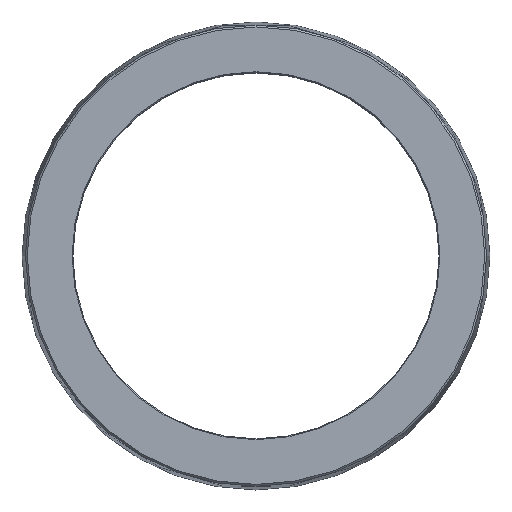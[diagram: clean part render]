
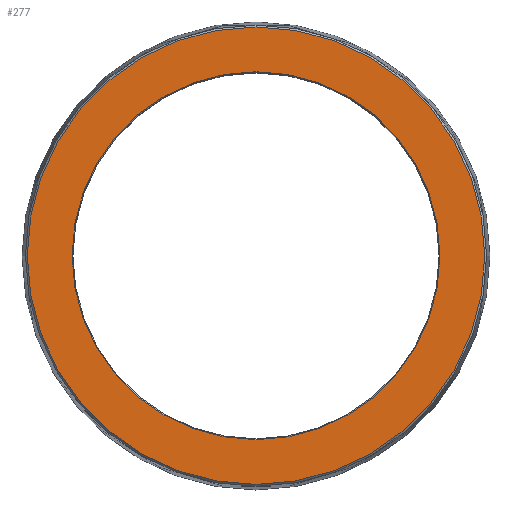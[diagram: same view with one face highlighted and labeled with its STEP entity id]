
A CAD part, top view. The second image highlights one B-rep face of the part: STEP entity #277.
In plain terms, the highlighted planar face has unit normal (0, 0, 1).
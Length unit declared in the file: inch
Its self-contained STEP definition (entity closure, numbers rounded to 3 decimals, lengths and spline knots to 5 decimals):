
#1 = CARTESIAN_POINT ( 'NONE',  ( 0., 0., 3.125 ) ) ;
#16 = ORIENTED_EDGE ( 'NONE', *, *, #455, .T. ) ;
#19 = CARTESIAN_POINT ( 'NONE',  ( 0., 0., 3.125 ) ) ;
#20 = AXIS2_PLACEMENT_3D ( 'NONE', #1, #150, #304 ) ;
#40 = CIRCLE ( 'NONE', #20, 2.6035 ) ;
#42 = CARTESIAN_POINT ( 'NONE',  ( -2.6035, 0., 3.125 ) ) ;
#45 = DIRECTION ( 'NONE',  ( 0., 0., 1. ) ) ;
#48 = CARTESIAN_POINT ( 'NONE',  ( 3.23675, 0., 3.125 ) ) ;
#51 = DIRECTION ( 'NONE',  ( 0., 0., -1. ) ) ;
#65 = VERTEX_POINT ( 'NONE', #73 ) ;
#73 = CARTESIAN_POINT ( 'NONE',  ( 2.6035, 0., 3.125 ) ) ;
#87 = CARTESIAN_POINT ( 'NONE',  ( -3.23675, 0., 3.125 ) ) ;
#105 = FACE_BOUND ( 'NONE', #386, .T. ) ;
#108 = ORIENTED_EDGE ( 'NONE', *, *, #117, .T. ) ;
#117 = EDGE_CURVE ( 'NONE', #65, #123, #40, .T. ) ;
#120 = CARTESIAN_POINT ( 'NONE',  ( 0., 0., 3.125 ) ) ;
#122 = DIRECTION ( 'NONE',  ( 0., 0., 1. ) ) ;
#123 = VERTEX_POINT ( 'NONE', #42 ) ;
#134 = AXIS2_PLACEMENT_3D ( 'NONE', #120, #51, #198 ) ;
#150 = DIRECTION ( 'NONE',  ( 0., 0., -1. ) ) ;
#194 = EDGE_CURVE ( 'NONE', #196, #230, #265, .T. ) ;
#196 = VERTEX_POINT ( 'NONE', #87 ) ;
#197 = AXIS2_PLACEMENT_3D ( 'NONE', #496, #45, #310 ) ;
#198 = DIRECTION ( 'NONE',  ( 1., 0., 0. ) ) ;
#213 = PLANE ( 'NONE',  #197 ) ;
#230 = VERTEX_POINT ( 'NONE', #48 ) ;
#233 = ORIENTED_EDGE ( 'NONE', *, *, #194, .T. ) ;
#239 = EDGE_LOOP ( 'NONE', ( #233, #16 ) ) ;
#250 = EDGE_CURVE ( 'NONE', #123, #65, #269, .T. ) ;
#265 = CIRCLE ( 'NONE', #275, 3.23675 ) ;
#269 = CIRCLE ( 'NONE', #134, 2.6035 ) ;
#273 = DIRECTION ( 'NONE',  ( 0., 0., 1. ) ) ;
#275 = AXIS2_PLACEMENT_3D ( 'NONE', #473, #122, #478 ) ;
#277 = ADVANCED_FACE ( 'NONE', ( #105, #288 ), #213, .T. ) ;
#288 = FACE_OUTER_BOUND ( 'NONE', #239, .T. ) ;
#304 = DIRECTION ( 'NONE',  ( 1., 0., 0. ) ) ;
#310 = DIRECTION ( 'NONE',  ( 1., 0., 0. ) ) ;
#329 = AXIS2_PLACEMENT_3D ( 'NONE', #19, #273, #354 ) ;
#354 = DIRECTION ( 'NONE',  ( 1., 0., 0. ) ) ;
#386 = EDGE_LOOP ( 'NONE', ( #108, #397 ) ) ;
#397 = ORIENTED_EDGE ( 'NONE', *, *, #250, .T. ) ;
#455 = EDGE_CURVE ( 'NONE', #230, #196, #488, .T. ) ;
#473 = CARTESIAN_POINT ( 'NONE',  ( 0., 0., 3.125 ) ) ;
#478 = DIRECTION ( 'NONE',  ( 1., 0., 0. ) ) ;
#488 = CIRCLE ( 'NONE', #329, 3.23675 ) ;
#496 = CARTESIAN_POINT ( 'NONE',  ( 0., 0., 3.125 ) ) ;
